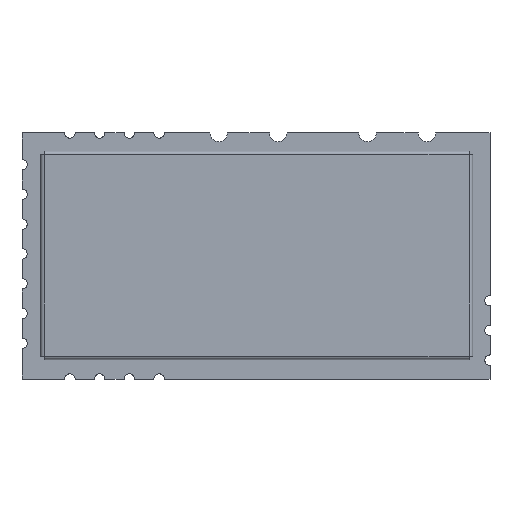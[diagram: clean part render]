
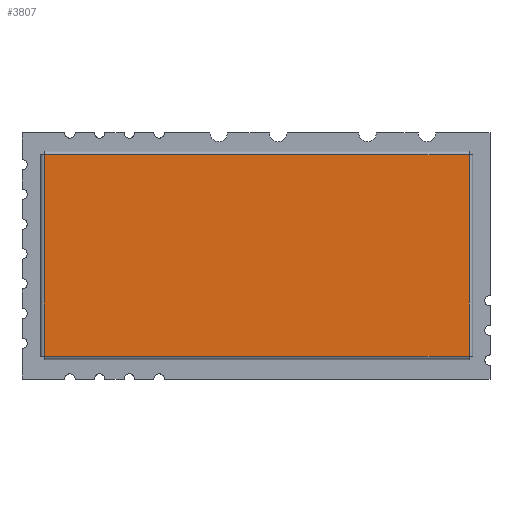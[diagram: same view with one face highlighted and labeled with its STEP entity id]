
A CAD part, top view. The second image highlights one B-rep face of the part: STEP entity #3807.
In plain terms, the highlighted planar face has unit normal (0, 0, 1).
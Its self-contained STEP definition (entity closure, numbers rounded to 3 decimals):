
#2004 = CYLINDRICAL_SURFACE('',#2005,0.3);
#2005 = AXIS2_PLACEMENT_3D('',#2006,#2007,#2008);
#2006 = CARTESIAN_POINT('',(20.,1.95,1.95));
#2007 = DIRECTION('',(1.,0.,0.));
#2008 = DIRECTION('',(0.,0.,1.));
#2264 = CYLINDRICAL_SURFACE('',#2265,0.3);
#2265 = AXIS2_PLACEMENT_3D('',#2266,#2267,#2268);
#2266 = CARTESIAN_POINT('',(20.,19.15,1.95));
#2267 = DIRECTION('',(-1.,0.,0.));
#2268 = DIRECTION('',(0.,0.,1.));
#2305 = VERTEX_POINT('',#2306);
#2306 = CARTESIAN_POINT('',(38.125,1.95,2.25));
#2333 = EDGE_CURVE('',#2305,#2334,#2336,.T.);
#2334 = VERTEX_POINT('',#2335);
#2335 = CARTESIAN_POINT('',(1.875,1.95,2.25));
#2336 = SURFACE_CURVE('',#2337,(#2341,#2348),.PCURVE_S1.);
#2337 = LINE('',#2338,#2339);
#2338 = CARTESIAN_POINT('',(38.125,1.95,2.25));
#2339 = VECTOR('',#2340,1.);
#2340 = DIRECTION('',(-1.,0.,0.));
#2341 = PCURVE('',#2004,#2342);
#2342 = DEFINITIONAL_REPRESENTATION('',(#2343),#2347);
#2343 = LINE('',#2344,#2345);
#2344 = CARTESIAN_POINT('',(0.,18.125));
#2345 = VECTOR('',#2346,1.);
#2346 = DIRECTION('',(0.,-1.));
#2347 = ( GEOMETRIC_REPRESENTATION_CONTEXT(2) 
PARAMETRIC_REPRESENTATION_CONTEXT() REPRESENTATION_CONTEXT('2D SPACE',''
  ) );
#2348 = PCURVE('',#2349,#2354);
#2349 = PLANE('',#2350);
#2350 = AXIS2_PLACEMENT_3D('',#2351,#2352,#2353);
#2351 = CARTESIAN_POINT('',(20.,10.55,2.25));
#2352 = DIRECTION('',(0.,0.,1.));
#2353 = DIRECTION('',(1.,0.,0.));
#2354 = DEFINITIONAL_REPRESENTATION('',(#2355),#2359);
#2355 = LINE('',#2356,#2357);
#2356 = CARTESIAN_POINT('',(18.125,-8.6));
#2357 = VECTOR('',#2358,1.);
#2358 = DIRECTION('',(-1.,0.));
#2359 = ( GEOMETRIC_REPRESENTATION_CONTEXT(2) 
PARAMETRIC_REPRESENTATION_CONTEXT() REPRESENTATION_CONTEXT('2D SPACE',''
  ) );
#2688 = CYLINDRICAL_SURFACE('',#2689,0.3);
#2689 = AXIS2_PLACEMENT_3D('',#2690,#2691,#2692);
#2690 = CARTESIAN_POINT('',(38.125,10.55,1.95));
#2691 = DIRECTION('',(0.,1.,0.));
#2692 = DIRECTION('',(0.,0.,1.));
#2708 = VERTEX_POINT('',#2709);
#2709 = CARTESIAN_POINT('',(38.125,19.15,2.25));
#2736 = EDGE_CURVE('',#2708,#2305,#2737,.T.);
#2737 = SURFACE_CURVE('',#2738,(#2742,#2749),.PCURVE_S1.);
#2738 = LINE('',#2739,#2740);
#2739 = CARTESIAN_POINT('',(38.125,19.15,2.25));
#2740 = VECTOR('',#2741,1.);
#2741 = DIRECTION('',(0.,-1.,0.));
#2742 = PCURVE('',#2688,#2743);
#2743 = DEFINITIONAL_REPRESENTATION('',(#2744),#2748);
#2744 = LINE('',#2745,#2746);
#2745 = CARTESIAN_POINT('',(0.,8.6));
#2746 = VECTOR('',#2747,1.);
#2747 = DIRECTION('',(0.,-1.));
#2748 = ( GEOMETRIC_REPRESENTATION_CONTEXT(2) 
PARAMETRIC_REPRESENTATION_CONTEXT() REPRESENTATION_CONTEXT('2D SPACE',''
  ) );
#2749 = PCURVE('',#2349,#2750);
#2750 = DEFINITIONAL_REPRESENTATION('',(#2751),#2755);
#2751 = LINE('',#2752,#2753);
#2752 = CARTESIAN_POINT('',(18.125,8.6));
#2753 = VECTOR('',#2754,1.);
#2754 = DIRECTION('',(0.,-1.));
#2755 = ( GEOMETRIC_REPRESENTATION_CONTEXT(2) 
PARAMETRIC_REPRESENTATION_CONTEXT() REPRESENTATION_CONTEXT('2D SPACE',''
  ) );
#3001 = VERTEX_POINT('',#3002);
#3002 = CARTESIAN_POINT('',(1.875,19.15,2.25));
#3029 = EDGE_CURVE('',#3001,#2708,#3030,.T.);
#3030 = SURFACE_CURVE('',#3031,(#3035,#3042),.PCURVE_S1.);
#3031 = LINE('',#3032,#3033);
#3032 = CARTESIAN_POINT('',(1.875,19.15,2.25));
#3033 = VECTOR('',#3034,1.);
#3034 = DIRECTION('',(1.,0.,0.));
#3035 = PCURVE('',#2264,#3036);
#3036 = DEFINITIONAL_REPRESENTATION('',(#3037),#3041);
#3037 = LINE('',#3038,#3039);
#3038 = CARTESIAN_POINT('',(0.,18.125));
#3039 = VECTOR('',#3040,1.);
#3040 = DIRECTION('',(0.,-1.));
#3041 = ( GEOMETRIC_REPRESENTATION_CONTEXT(2) 
PARAMETRIC_REPRESENTATION_CONTEXT() REPRESENTATION_CONTEXT('2D SPACE',''
  ) );
#3042 = PCURVE('',#2349,#3043);
#3043 = DEFINITIONAL_REPRESENTATION('',(#3044),#3048);
#3044 = LINE('',#3045,#3046);
#3045 = CARTESIAN_POINT('',(-18.125,8.6));
#3046 = VECTOR('',#3047,1.);
#3047 = DIRECTION('',(1.,0.));
#3048 = ( GEOMETRIC_REPRESENTATION_CONTEXT(2) 
PARAMETRIC_REPRESENTATION_CONTEXT() REPRESENTATION_CONTEXT('2D SPACE',''
  ) );
#3340 = CYLINDRICAL_SURFACE('',#3341,0.3);
#3341 = AXIS2_PLACEMENT_3D('',#3342,#3343,#3344);
#3342 = CARTESIAN_POINT('',(1.875,10.55,1.95));
#3343 = DIRECTION('',(0.,-1.,0.));
#3344 = DIRECTION('',(0.,0.,1.));
#3386 = EDGE_CURVE('',#2334,#3001,#3387,.T.);
#3387 = SURFACE_CURVE('',#3388,(#3392,#3399),.PCURVE_S1.);
#3388 = LINE('',#3389,#3390);
#3389 = CARTESIAN_POINT('',(1.875,1.95,2.25));
#3390 = VECTOR('',#3391,1.);
#3391 = DIRECTION('',(0.,1.,0.));
#3392 = PCURVE('',#3340,#3393);
#3393 = DEFINITIONAL_REPRESENTATION('',(#3394),#3398);
#3394 = LINE('',#3395,#3396);
#3395 = CARTESIAN_POINT('',(0.,8.6));
#3396 = VECTOR('',#3397,1.);
#3397 = DIRECTION('',(0.,-1.));
#3398 = ( GEOMETRIC_REPRESENTATION_CONTEXT(2) 
PARAMETRIC_REPRESENTATION_CONTEXT() REPRESENTATION_CONTEXT('2D SPACE',''
  ) );
#3399 = PCURVE('',#2349,#3400);
#3400 = DEFINITIONAL_REPRESENTATION('',(#3401),#3405);
#3401 = LINE('',#3402,#3403);
#3402 = CARTESIAN_POINT('',(-18.125,-8.6));
#3403 = VECTOR('',#3404,1.);
#3404 = DIRECTION('',(0.,1.));
#3405 = ( GEOMETRIC_REPRESENTATION_CONTEXT(2) 
PARAMETRIC_REPRESENTATION_CONTEXT() REPRESENTATION_CONTEXT('2D SPACE',''
  ) );
#3807 = ADVANCED_FACE('',(#3808),#2349,.T.);
#3808 = FACE_BOUND('',#3809,.T.);
#3809 = EDGE_LOOP('',(#3810,#3811,#3812,#3813));
#3810 = ORIENTED_EDGE('',*,*,#3386,.F.);
#3811 = ORIENTED_EDGE('',*,*,#2333,.F.);
#3812 = ORIENTED_EDGE('',*,*,#2736,.F.);
#3813 = ORIENTED_EDGE('',*,*,#3029,.F.);
